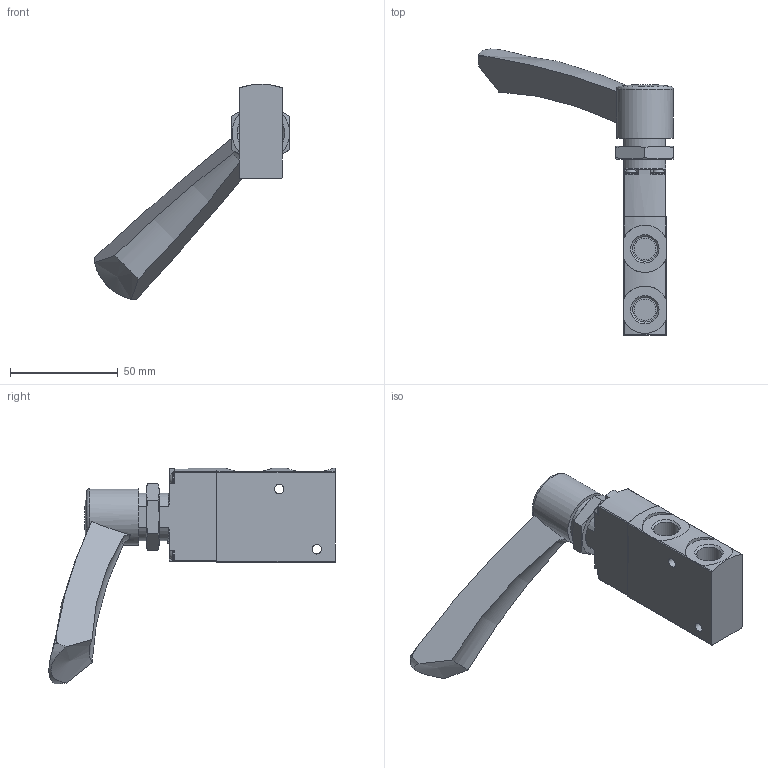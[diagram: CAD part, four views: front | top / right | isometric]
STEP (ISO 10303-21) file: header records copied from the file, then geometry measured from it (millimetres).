
FILE_DESCRIPTION(/* description */ ('STEP AP214'),/* implementation_level */ '2;1');
FILE_NAME(/* name */ '8081000_VHEF-HT-M32-M-G14',/* time_stamp */ '2024-09-16T13:40:58+02:00',/* author */ ('License CC BY-ND 4.0'),/* organization */ ('CADENAS'),/* preprocessor_version */ 'ST-DEVELOPER v19.3',/* originating_system */ 'PARTsolutions',/* authorisation */ ' ');
FILE_SCHEMA (('AUTOMOTIVE_DESIGN {1 0 10303 214 3 1 1}'));
Length unit declared in the file: millimetre
Products named in the file (5): 8081000 VHEF-HT-M32-M-G14; 3419106 VXEF-XTCZ-M32-M-G14_valve---(7); 8080930 VHEF; 3980887 VHEF-HS (l); 337143 VAL-1/8-10 M22X1.5-6-27
Assembly tree (4 placements, depth 2):
  8081000 VHEF-HT-M32-M-G14
    3419106 VXEF-XTCZ-M32-M-G14_valve---(7)
    8080930 VHEF
    3980887 VHEF-HS (l)
    337143 VAL-1/8-10 M22X1.5-6-27
Bounding box: 91.08 x 133.12 x 100.29 mm (x, y, z)
Volume: 97105.6 mm3; surface area: 31753 mm2
Topology: 4 solids, 4 shells, 248 faces, 618 edges, 406 vertices
Faces by surface type: cylinder 114, plane 89, cone 26, torus 18, sphere 1
Full cylindrical faces by diameter (mm): 2.459 x4, 3 x4, 4.4 x2, 6.8 x4, 9.7 x1, 10 x2, 11.445 x3, 17.1 x1, 20.376 x1, 22.6 x1, 26.4 x1
Entity records: 7552 total; most frequent: CARTESIAN_POINT 1374, DIRECTION 1274, ORIENTED_EDGE 1078, EDGE_CURVE 539, AXIS2_PLACEMENT_3D 528, VERTEX_POINT 391, FACE_BOUND 346, EDGE_LOOP 342
